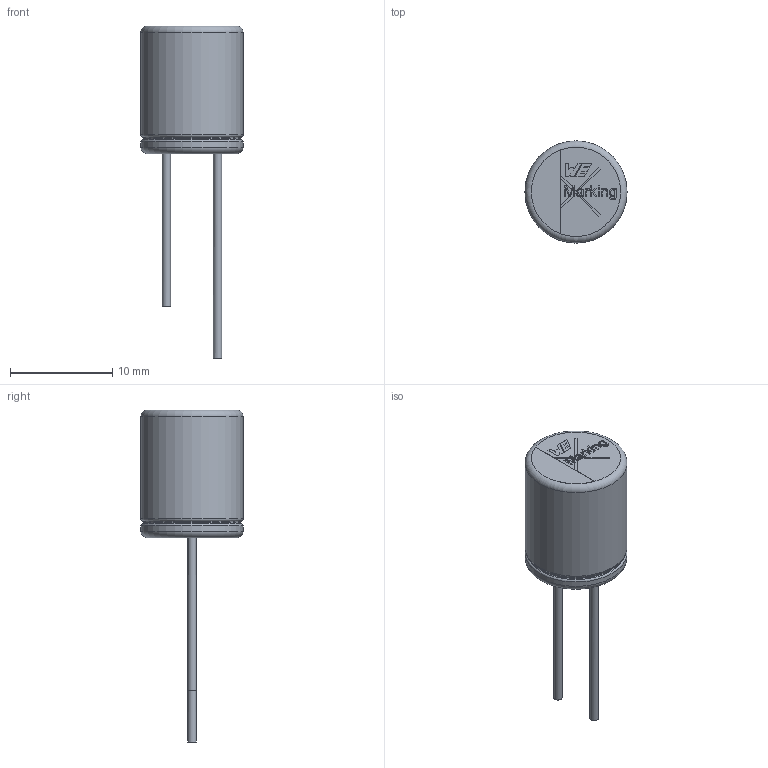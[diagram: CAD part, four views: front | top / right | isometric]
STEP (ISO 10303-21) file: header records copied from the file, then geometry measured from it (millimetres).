
FILE_DESCRIPTION(/* description */ ('Unknown','CAx-IF Rec.Pracs.---Representation and Presentation of Product Manufacturing Information (PMI)---4.0---2014-10-13','CAx-IF Rec.Pracs.---3D Tessellated Geometry---0.4---2014-09-14','2;1'),/* implementation_level */ '2;1');
FILE_NAME(/* name */ '10x12.5x5x0.6',/* time_stamp */ '2022-06-06T15:53:32+08:00',/* author */ ('Unknown'),/* organization */ ('Unknown'),/* preprocessor_version */ 'ST-DEVELOPER v16.7',/* originating_system */ 'Solid Edge',/* authorisation */ 'Unknown');
FILE_SCHEMA (('AP242_MANAGED_MODEL_BASED_3D_ENGINEERING_MIM_LF { 1 0 10303 442 1 1 4 }'));
Length unit declared in the file: millimetre
Products named in the file (1): 10x12.5x5x0.6
Bounding box: 10 x 10 x 32.5 mm (x, y, z)
Volume: 976.2 mm3; surface area: 1719.7 mm2
Topology: 3 solids, 3 shells, 194 faces, 471 edges, 305 vertices
Faces by surface type: plane 134, cylinder 26, torus 18, bspline 16
Full cylindrical faces by diameter (mm): 0.8 x2, 1.111 x1, 1.389 x1, 2.222 x1, 2.5 x1, 3.889 x1, 4.167 x1, 5.833 x1, 6.667 x1, 6.944 x1, 7.222 x1, 8.278 x1, 8.742 x1, 9.365 x1, 9.385 x1, 9.585 x1, 9.78 x2, 9.8 x2, 10 x2
Entity records: 7440 total; most frequent: CARTESIAN_POINT 2043, ORIENTED_EDGE 852, DIRECTION 712, EDGE_CURVE 426, VERTEX_POINT 302, EDGE_LOOP 258, FACE_BOUND 258, AXIS2_PLACEMENT_3D 244
